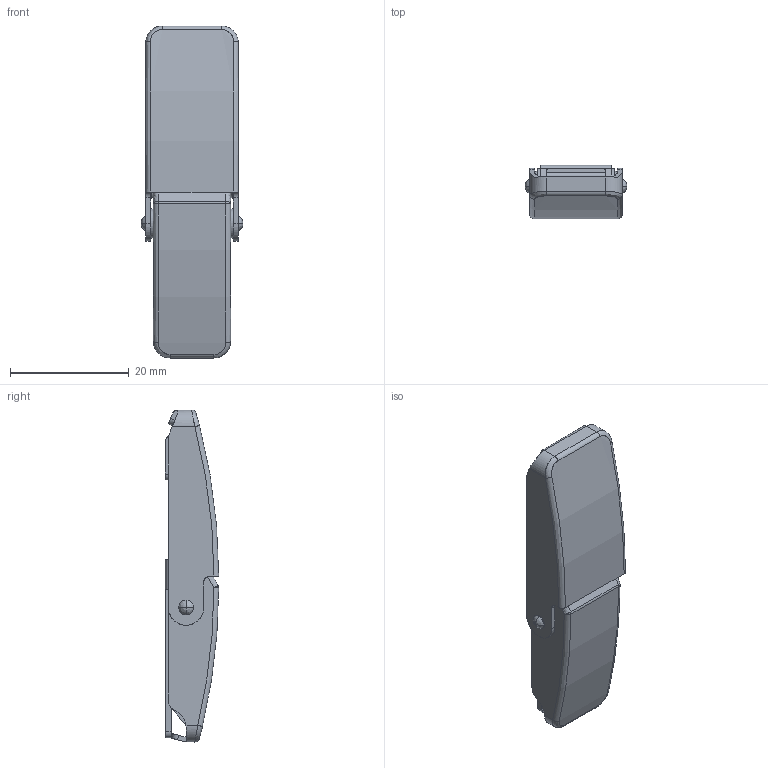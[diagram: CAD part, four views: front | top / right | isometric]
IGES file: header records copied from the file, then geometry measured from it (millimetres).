
Start section: JAMA-IS VERSION  1.0
Global section: file name: unknown; native system: SolidMX; preprocessor: V1.20; author: unknown; organization: unknown; date: 061006.182049; units: millimetre
Bounding box: 17.2 x 9 x 56 mm (x, y, z)
Surface area: 5405.1 mm2 (no closed solid volume)
Topology: 0 solids, 0 shells, 223 faces, 1570 edges, 1553 vertices
Faces by surface type: bspline 223
